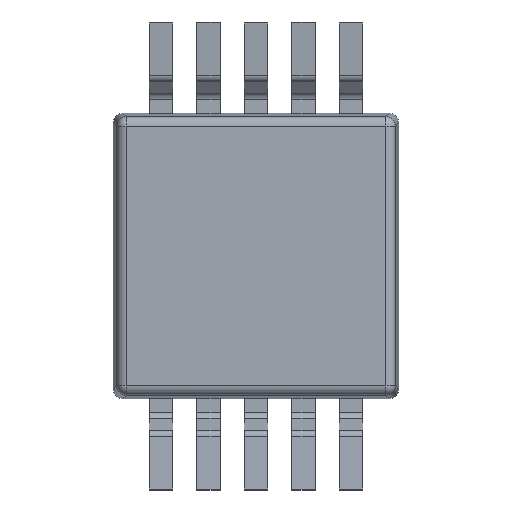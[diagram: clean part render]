
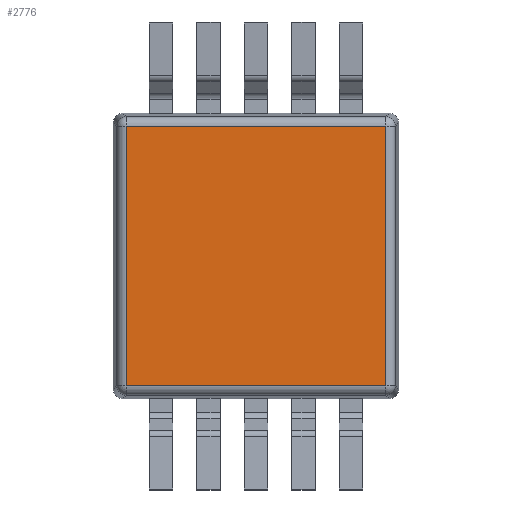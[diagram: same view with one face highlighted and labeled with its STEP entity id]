
A CAD part, front view. The second image highlights one B-rep face of the part: STEP entity #2776.
In plain terms, the highlighted planar face has unit normal (0, -1, 0).
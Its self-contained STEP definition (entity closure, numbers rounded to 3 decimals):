
#644 = LINE ( 'NONE', #5584, #4296 ) ;
#970 = VECTOR ( 'NONE', #2727, 1000. ) ;
#1138 = DIRECTION ( 'NONE',  ( 0., 0., -1. ) ) ;
#1149 = CARTESIAN_POINT ( 'NONE',  ( -1.365, 0.05, 1.365 ) ) ;
#1210 = DIRECTION ( 'NONE',  ( 0., -1., 0. ) ) ;
#1815 = VERTEX_POINT ( 'NONE', #6045 ) ;
#2267 = CARTESIAN_POINT ( 'NONE',  ( 0., 0.05, 0. ) ) ;
#2727 = DIRECTION ( 'NONE',  ( -1., 0., 0. ) ) ;
#2776 = ADVANCED_FACE ( 'NONE', ( #4132 ), #6038, .T. ) ;
#2896 = AXIS2_PLACEMENT_3D ( 'NONE', #2267, #1210, #1138 ) ;
#2941 = ORIENTED_EDGE ( 'NONE', *, *, #4117, .T. ) ;
#2956 = CARTESIAN_POINT ( 'NONE',  ( 1.365, 0.05, 1.365 ) ) ;
#3242 = ORIENTED_EDGE ( 'NONE', *, *, #5905, .T. ) ;
#3757 = VECTOR ( 'NONE', #4188, 1000. ) ;
#3849 = VERTEX_POINT ( 'NONE', #1149 ) ;
#3856 = VERTEX_POINT ( 'NONE', #3863 ) ;
#3863 = CARTESIAN_POINT ( 'NONE',  ( 1.365, 0.05, -1.365 ) ) ;
#3997 = VERTEX_POINT ( 'NONE', #2956 ) ;
#4117 = EDGE_CURVE ( 'NONE', #1815, #3856, #6429, .T. ) ;
#4132 = FACE_OUTER_BOUND ( 'NONE', #5230, .T. ) ;
#4136 = DIRECTION ( 'NONE',  ( 1., 0., 0. ) ) ;
#4188 = DIRECTION ( 'NONE',  ( 0., 0., -1. ) ) ;
#4296 = VECTOR ( 'NONE', #6628, 1000. ) ;
#4627 = VECTOR ( 'NONE', #4136, 1000. ) ;
#4883 = ORIENTED_EDGE ( 'NONE', *, *, #6177, .T. ) ;
#5199 = EDGE_CURVE ( 'NONE', #3856, #3997, #644, .T. ) ;
#5230 = EDGE_LOOP ( 'NONE', ( #3242, #2941, #7255, #4883 ) ) ;
#5256 = CARTESIAN_POINT ( 'NONE',  ( 0., 0.05, -1.365 ) ) ;
#5311 = CARTESIAN_POINT ( 'NONE',  ( -1.365, 0.05, 0. ) ) ;
#5584 = CARTESIAN_POINT ( 'NONE',  ( 1.365, 0.05, 0. ) ) ;
#5905 = EDGE_CURVE ( 'NONE', #3849, #1815, #6146, .T. ) ;
#6038 = PLANE ( 'NONE',  #2896 ) ;
#6045 = CARTESIAN_POINT ( 'NONE',  ( -1.365, 0.05, -1.365 ) ) ;
#6102 = CARTESIAN_POINT ( 'NONE',  ( 0., 0.05, 1.365 ) ) ;
#6146 = LINE ( 'NONE', #5311, #3757 ) ;
#6177 = EDGE_CURVE ( 'NONE', #3997, #3849, #7102, .T. ) ;
#6429 = LINE ( 'NONE', #5256, #4627 ) ;
#6628 = DIRECTION ( 'NONE',  ( 0., 0., 1. ) ) ;
#7102 = LINE ( 'NONE', #6102, #970 ) ;
#7255 = ORIENTED_EDGE ( 'NONE', *, *, #5199, .T. ) ;
